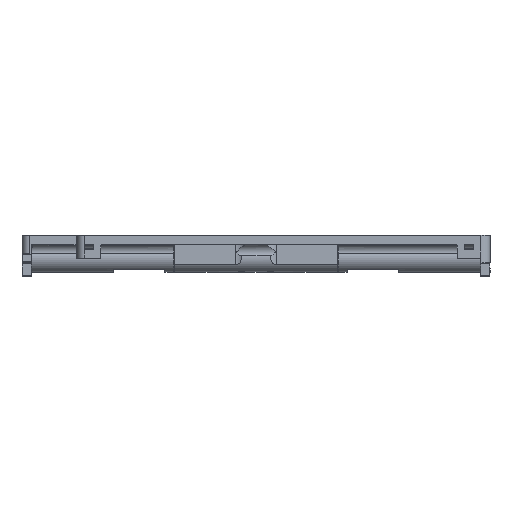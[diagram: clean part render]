
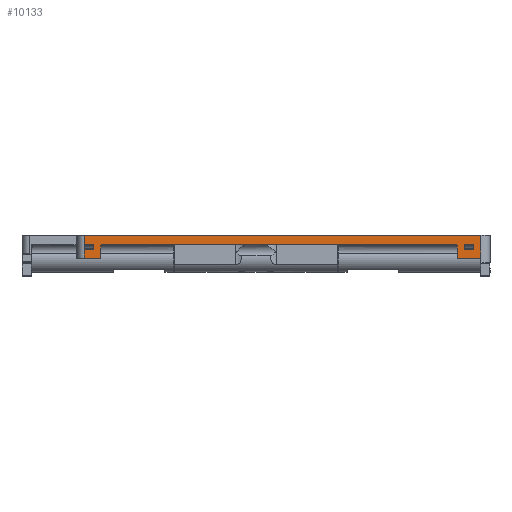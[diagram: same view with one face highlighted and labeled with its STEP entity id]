
A CAD part, left-side view. The second image highlights one B-rep face of the part: STEP entity #10133.
In plain terms, the highlighted planar face has unit normal (-1, 0, 0).
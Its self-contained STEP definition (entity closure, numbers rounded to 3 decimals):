
#150 = DIRECTION ( 'NONE',  ( 1., 0., 0. ) ) ;
#700 = PLANE ( 'NONE',  #19305 ) ;
#719 = DIRECTION ( 'NONE',  ( 0., 0., 1. ) ) ;
#827 = CARTESIAN_POINT ( 'NONE',  ( -127.5, 221.6, -2.75 ) ) ;
#986 = VERTEX_POINT ( 'NONE', #6627 ) ;
#1136 = LINE ( 'NONE', #1445, #1749 ) ;
#1236 = EDGE_CURVE ( 'NONE', #16658, #9409, #13911, .T. ) ;
#1445 = CARTESIAN_POINT ( 'NONE',  ( -127.5, 255.6, -2.75 ) ) ;
#1487 = VECTOR ( 'NONE', #3304, 1000. ) ;
#1546 = DIRECTION ( 'NONE',  ( 0., 0., -1. ) ) ;
#1548 = CARTESIAN_POINT ( 'NONE',  ( -127.5, 216.6, 0. ) ) ;
#1749 = VECTOR ( 'NONE', #8038, 1000. ) ;
#1771 = CARTESIAN_POINT ( 'NONE',  ( -127.5, 221.6, 5. ) ) ;
#1932 = LINE ( 'NONE', #9967, #8086 ) ;
#1933 = ORIENTED_EDGE ( 'NONE', *, *, #12410, .F. ) ;
#2073 = LINE ( 'NONE', #1548, #1487 ) ;
#2354 = LINE ( 'NONE', #15799, #20888 ) ;
#2495 = ORIENTED_EDGE ( 'NONE', *, *, #9516, .T. ) ;
#2695 = CARTESIAN_POINT ( 'NONE',  ( -127.5, 216.6, 0. ) ) ;
#2934 = CARTESIAN_POINT ( 'NONE',  ( -127.5, 221.6, 5. ) ) ;
#3285 = EDGE_CURVE ( 'NONE', #15988, #14023, #19870, .T. ) ;
#3304 = DIRECTION ( 'NONE',  ( 0., 1., 0. ) ) ;
#3521 = EDGE_CURVE ( 'NONE', #13424, #9409, #16648, .T. ) ;
#3557 = CARTESIAN_POINT ( 'NONE',  ( -127.5, 18., -7.45 ) ) ;
#3695 = CARTESIAN_POINT ( 'NONE',  ( -127.5, 14., 0. ) ) ;
#4215 = CARTESIAN_POINT ( 'NONE',  ( -127.5, 225.6, -7.45 ) ) ;
#4332 = ORIENTED_EDGE ( 'NONE', *, *, #9445, .T. ) ;
#4387 = VECTOR ( 'NONE', #7321, 1000. ) ;
#4569 = VERTEX_POINT ( 'NONE', #19406 ) ;
#4698 = VECTOR ( 'NONE', #7388, 1000. ) ;
#5173 = ORIENTED_EDGE ( 'NONE', *, *, #5666, .T. ) ;
#5195 = DIRECTION ( 'NONE',  ( 0., 0., -1. ) ) ;
#5666 = EDGE_CURVE ( 'NONE', #13845, #17020, #8804, .T. ) ;
#5910 = VERTEX_POINT ( 'NONE', #18607 ) ;
#6149 = VERTEX_POINT ( 'NONE', #3557 ) ;
#6166 = VECTOR ( 'NONE', #1546, 1000. ) ;
#6176 = ORIENTED_EDGE ( 'NONE', *, *, #20281, .F. ) ;
#6289 = VECTOR ( 'NONE', #17147, 1000. ) ;
#6301 = DIRECTION ( 'NONE',  ( 0., 0., 1. ) ) ;
#6325 = DIRECTION ( 'NONE',  ( 0., 0., -1. ) ) ;
#6333 = CARTESIAN_POINT ( 'NONE',  ( -127.5, 212.6, -7.45 ) ) ;
#6361 = EDGE_LOOP ( 'NONE', ( #13148, #10119, #6928, #6176, #4332, #15843, #18450, #8049, #19101, #19806, #8787, #12460, #17401, #5173 ) ) ;
#6616 = CARTESIAN_POINT ( 'NONE',  ( -127.5, 221.6, 5. ) ) ;
#6627 = CARTESIAN_POINT ( 'NONE',  ( -127.5, 18.75, 0. ) ) ;
#6807 = CARTESIAN_POINT ( 'NONE',  ( -127.5, 255.6, -2.75 ) ) ;
#6873 = EDGE_CURVE ( 'NONE', #14023, #986, #7702, .T. ) ;
#6879 = ORIENTED_EDGE ( 'NONE', *, *, #13557, .F. ) ;
#6928 = ORIENTED_EDGE ( 'NONE', *, *, #13076, .F. ) ;
#7047 = FACE_BOUND ( 'NONE', #18518, .T. ) ;
#7132 = CARTESIAN_POINT ( 'NONE',  ( -127.5, 18., -0.75 ) ) ;
#7295 = VECTOR ( 'NONE', #17961, 1000. ) ;
#7321 = DIRECTION ( 'NONE',  ( 0., -1., 0. ) ) ;
#7388 = DIRECTION ( 'NONE',  ( 0., 1., 0. ) ) ;
#7525 = EDGE_CURVE ( 'NONE', #6149, #15175, #16128, .T. ) ;
#7702 = LINE ( 'NONE', #9461, #7295 ) ;
#7846 = DIRECTION ( 'NONE',  ( 0., 0., 1. ) ) ;
#8038 = DIRECTION ( 'NONE',  ( 0., 1., 0. ) ) ;
#8049 = ORIENTED_EDGE ( 'NONE', *, *, #8347, .T. ) ;
#8086 = VECTOR ( 'NONE', #18462, 1000. ) ;
#8347 = EDGE_CURVE ( 'NONE', #16658, #15988, #21635, .T. ) ;
#8363 = CARTESIAN_POINT ( 'NONE',  ( -127.5, 221.6, 0. ) ) ;
#8428 = EDGE_CURVE ( 'NONE', #13845, #6149, #1932, .T. ) ;
#8606 = FACE_OUTER_BOUND ( 'NONE', #6361, .T. ) ;
#8749 = CARTESIAN_POINT ( 'NONE',  ( -127.5, 14., 0. ) ) ;
#8787 = ORIENTED_EDGE ( 'NONE', *, *, #19543, .T. ) ;
#8804 = LINE ( 'NONE', #15540, #21675 ) ;
#9031 = VERTEX_POINT ( 'NONE', #8363 ) ;
#9040 = CARTESIAN_POINT ( 'NONE',  ( -127.5, 255.6, 5. ) ) ;
#9182 = CARTESIAN_POINT ( 'NONE',  ( -127.5, 18.75, -0.75 ) ) ;
#9189 = VECTOR ( 'NONE', #10197, 1000. ) ;
#9316 = LINE ( 'NONE', #16056, #4387 ) ;
#9409 = VERTEX_POINT ( 'NONE', #14562 ) ;
#9445 = EDGE_CURVE ( 'NONE', #5910, #13424, #1136, .T. ) ;
#9461 = CARTESIAN_POINT ( 'NONE',  ( -127.5, 255.6, 0. ) ) ;
#9516 = EDGE_CURVE ( 'NONE', #12775, #4569, #11918, .T. ) ;
#9841 = CARTESIAN_POINT ( 'NONE',  ( -127.5, 9., -2.75 ) ) ;
#9967 = CARTESIAN_POINT ( 'NONE',  ( -127.5, 5., -7.45 ) ) ;
#10119 = ORIENTED_EDGE ( 'NONE', *, *, #19351, .T. ) ;
#10133 = ADVANCED_FACE ( 'NONE', ( #8606, #7047 ), #700, .F. ) ;
#10197 = DIRECTION ( 'NONE',  ( 0., 1., 0. ) ) ;
#10734 = CARTESIAN_POINT ( 'NONE',  ( -127.5, 212.6, -0.75 ) ) ;
#10813 = CARTESIAN_POINT ( 'NONE',  ( -127.5, 5., -7.45 ) ) ;
#11540 = CARTESIAN_POINT ( 'NONE',  ( -127.5, 216.6, 0. ) ) ;
#11654 = ORIENTED_EDGE ( 'NONE', *, *, #15959, .F. ) ;
#11918 = LINE ( 'NONE', #6807, #18280 ) ;
#12071 = LINE ( 'NONE', #3695, #12164 ) ;
#12164 = VECTOR ( 'NONE', #15050, 1000. ) ;
#12410 = EDGE_CURVE ( 'NONE', #18068, #19394, #13717, .T. ) ;
#12460 = ORIENTED_EDGE ( 'NONE', *, *, #7525, .F. ) ;
#12469 = DIRECTION ( 'NONE',  ( 1., 0., 0. ) ) ;
#12709 = CARTESIAN_POINT ( 'NONE',  ( -127.5, 18., -7.45 ) ) ;
#12775 = VERTEX_POINT ( 'NONE', #9841 ) ;
#13076 = EDGE_CURVE ( 'NONE', #14375, #9031, #2073, .T. ) ;
#13148 = ORIENTED_EDGE ( 'NONE', *, *, #15666, .F. ) ;
#13201 = AXIS2_PLACEMENT_3D ( 'NONE', #16891, #150, #5195 ) ;
#13237 = CARTESIAN_POINT ( 'NONE',  ( -127.5, 5., 5. ) ) ;
#13424 = VERTEX_POINT ( 'NONE', #827 ) ;
#13489 = CARTESIAN_POINT ( 'NONE',  ( -127.5, 212.6, -7.45 ) ) ;
#13557 = EDGE_CURVE ( 'NONE', #12775, #18068, #2354, .T. ) ;
#13717 = LINE ( 'NONE', #18796, #9189 ) ;
#13784 = DIRECTION ( 'NONE',  ( 0., 0., -1. ) ) ;
#13823 = VECTOR ( 'NONE', #6301, 1000. ) ;
#13845 = VERTEX_POINT ( 'NONE', #10813 ) ;
#13911 = LINE ( 'NONE', #4215, #4698 ) ;
#14023 = VERTEX_POINT ( 'NONE', #16534 ) ;
#14375 = VERTEX_POINT ( 'NONE', #11540 ) ;
#14562 = CARTESIAN_POINT ( 'NONE',  ( -127.5, 221.6, -7.45 ) ) ;
#15050 = DIRECTION ( 'NONE',  ( 0., 0., -1. ) ) ;
#15175 = VERTEX_POINT ( 'NONE', #7132 ) ;
#15219 = DIRECTION ( 'NONE',  ( 0., 1., 0. ) ) ;
#15540 = CARTESIAN_POINT ( 'NONE',  ( -127.5, 5., 5. ) ) ;
#15666 = EDGE_CURVE ( 'NONE', #20531, #17020, #9316, .T. ) ;
#15799 = CARTESIAN_POINT ( 'NONE',  ( -127.5, 9., 0. ) ) ;
#15843 = ORIENTED_EDGE ( 'NONE', *, *, #3521, .T. ) ;
#15959 = EDGE_CURVE ( 'NONE', #19394, #4569, #12071, .T. ) ;
#15988 = VERTEX_POINT ( 'NONE', #10734 ) ;
#16056 = CARTESIAN_POINT ( 'NONE',  ( -127.5, 255.6, 5. ) ) ;
#16128 = LINE ( 'NONE', #12709, #20683 ) ;
#16250 = LINE ( 'NONE', #2695, #13823 ) ;
#16534 = CARTESIAN_POINT ( 'NONE',  ( -127.5, 211.85, 0. ) ) ;
#16648 = LINE ( 'NONE', #1771, #6166 ) ;
#16658 = VERTEX_POINT ( 'NONE', #6333 ) ;
#16891 = CARTESIAN_POINT ( 'NONE',  ( -127.5, 211.85, -0.75 ) ) ;
#16988 = CIRCLE ( 'NONE', #21171, 0.75 ) ;
#17020 = VERTEX_POINT ( 'NONE', #13237 ) ;
#17147 = DIRECTION ( 'NONE',  ( 0., 0., 1. ) ) ;
#17401 = ORIENTED_EDGE ( 'NONE', *, *, #8428, .F. ) ;
#17519 = DIRECTION ( 'NONE',  ( 0., 0., 1. ) ) ;
#17685 = DIRECTION ( 'NONE',  ( 0., 0., -1. ) ) ;
#17961 = DIRECTION ( 'NONE',  ( 0., -1., 0. ) ) ;
#18068 = VERTEX_POINT ( 'NONE', #19872 ) ;
#18280 = VECTOR ( 'NONE', #15219, 1000. ) ;
#18450 = ORIENTED_EDGE ( 'NONE', *, *, #1236, .F. ) ;
#18462 = DIRECTION ( 'NONE',  ( 0., 1., 0. ) ) ;
#18518 = EDGE_LOOP ( 'NONE', ( #6879, #2495, #11654, #1933 ) ) ;
#18607 = CARTESIAN_POINT ( 'NONE',  ( -127.5, 216.6, -2.75 ) ) ;
#18796 = CARTESIAN_POINT ( 'NONE',  ( -127.5, 9., 0. ) ) ;
#19101 = ORIENTED_EDGE ( 'NONE', *, *, #3285, .T. ) ;
#19221 = DIRECTION ( 'NONE',  ( 1., 0., 0. ) ) ;
#19305 = AXIS2_PLACEMENT_3D ( 'NONE', #9040, #12469, #13784 ) ;
#19351 = EDGE_CURVE ( 'NONE', #20531, #9031, #19879, .T. ) ;
#19394 = VERTEX_POINT ( 'NONE', #8749 ) ;
#19406 = CARTESIAN_POINT ( 'NONE',  ( -127.5, 14., -2.75 ) ) ;
#19543 = EDGE_CURVE ( 'NONE', #986, #15175, #16988, .T. ) ;
#19806 = ORIENTED_EDGE ( 'NONE', *, *, #6873, .T. ) ;
#19870 = CIRCLE ( 'NONE', #13201, 0.75 ) ;
#19872 = CARTESIAN_POINT ( 'NONE',  ( -127.5, 9., 0. ) ) ;
#19879 = LINE ( 'NONE', #2934, #21533 ) ;
#20281 = EDGE_CURVE ( 'NONE', #5910, #14375, #16250, .T. ) ;
#20531 = VERTEX_POINT ( 'NONE', #6616 ) ;
#20683 = VECTOR ( 'NONE', #7846, 1000. ) ;
#20888 = VECTOR ( 'NONE', #719, 1000. ) ;
#21171 = AXIS2_PLACEMENT_3D ( 'NONE', #9182, #19221, #17685 ) ;
#21533 = VECTOR ( 'NONE', #6325, 1000. ) ;
#21635 = LINE ( 'NONE', #13489, #6289 ) ;
#21675 = VECTOR ( 'NONE', #17519, 1000. ) ;
